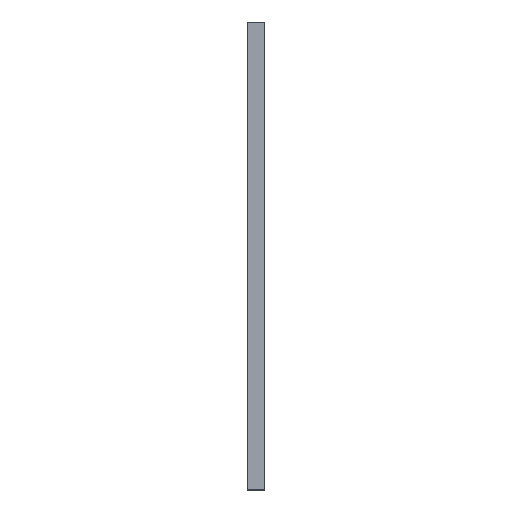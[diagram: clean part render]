
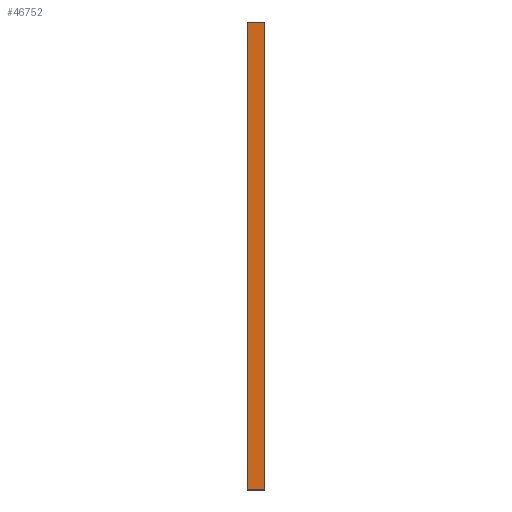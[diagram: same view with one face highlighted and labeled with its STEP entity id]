
A CAD part, front view. The second image highlights one B-rep face of the part: STEP entity #46752.
In plain terms, the highlighted planar face has unit normal (0, -1, 0).
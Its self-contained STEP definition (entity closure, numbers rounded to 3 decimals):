
#37386 = PLANE('',#37387);
#37387 = AXIS2_PLACEMENT_3D('',#37388,#37389,#37390);
#37388 = CARTESIAN_POINT('',(7.5,-15.45,0.05));
#37389 = DIRECTION('',(0.,0.707,0.707));
#37390 = DIRECTION('',(1.,0.,0.));
#37694 = PLANE('',#37695);
#37695 = AXIS2_PLACEMENT_3D('',#37696,#37697,#37698);
#37696 = CARTESIAN_POINT('',(7.5,-15.45,399.95));
#37697 = DIRECTION('',(0.,-0.707,
    0.707));
#37698 = DIRECTION('',(1.,0.,0.));
#37981 = PLANE('',#37982);
#37982 = AXIS2_PLACEMENT_3D('',#37983,#37984,#37985);
#37983 = CARTESIAN_POINT('',(-7.4,-15.4,0.));
#37984 = DIRECTION('',(-0.707,-0.707,
    0.));
#37985 = DIRECTION('',(0.,0.,1.));
#41113 = VERTEX_POINT('',#41114);
#41114 = CARTESIAN_POINT('',(7.4,-15.5,0.1));
#41135 = EDGE_CURVE('',#41113,#41136,#41138,.T.);
#41136 = VERTEX_POINT('',#41137);
#41137 = CARTESIAN_POINT('',(-7.3,-15.5,0.1));
#41138 = SURFACE_CURVE('',#41139,(#41143,#41150),.PCURVE_S1.);
#41139 = LINE('',#41140,#41141);
#41140 = CARTESIAN_POINT('',(7.5,-15.5,0.1));
#41141 = VECTOR('',#41142,1.);
#41142 = DIRECTION('',(-1.,0.,0.));
#41143 = PCURVE('',#37386,#41144);
#41144 = DEFINITIONAL_REPRESENTATION('',(#41145),#41149);
#41145 = LINE('',#41146,#41147);
#41146 = CARTESIAN_POINT('',(0.,-0.071));
#41147 = VECTOR('',#41148,1.);
#41148 = DIRECTION('',(-1.,0.));
#41149 = ( GEOMETRIC_REPRESENTATION_CONTEXT(2) 
PARAMETRIC_REPRESENTATION_CONTEXT() REPRESENTATION_CONTEXT('2D SPACE',''
  ) );
#41150 = PCURVE('',#41151,#41156);
#41151 = PLANE('',#41152);
#41152 = AXIS2_PLACEMENT_3D('',#41153,#41154,#41155);
#41153 = CARTESIAN_POINT('',(7.5,-15.5,0.));
#41154 = DIRECTION('',(0.,-1.,0.));
#41155 = DIRECTION('',(-1.,0.,0.));
#41156 = DEFINITIONAL_REPRESENTATION('',(#41157),#41161);
#41157 = LINE('',#41158,#41159);
#41158 = CARTESIAN_POINT('',(0.,-0.1));
#41159 = VECTOR('',#41160,1.);
#41160 = DIRECTION('',(1.,0.));
#41161 = ( GEOMETRIC_REPRESENTATION_CONTEXT(2) 
PARAMETRIC_REPRESENTATION_CONTEXT() REPRESENTATION_CONTEXT('2D SPACE',''
  ) );
#41428 = VERTEX_POINT('',#41429);
#41429 = CARTESIAN_POINT('',(7.4,-15.5,399.9));
#41450 = EDGE_CURVE('',#41428,#41451,#41453,.T.);
#41451 = VERTEX_POINT('',#41452);
#41452 = CARTESIAN_POINT('',(-7.3,-15.5,399.9));
#41453 = SURFACE_CURVE('',#41454,(#41458,#41465),.PCURVE_S1.);
#41454 = LINE('',#41455,#41456);
#41455 = CARTESIAN_POINT('',(7.5,-15.5,399.9));
#41456 = VECTOR('',#41457,1.);
#41457 = DIRECTION('',(-1.,0.,0.));
#41458 = PCURVE('',#37694,#41459);
#41459 = DEFINITIONAL_REPRESENTATION('',(#41460),#41464);
#41460 = LINE('',#41461,#41462);
#41461 = CARTESIAN_POINT('',(0.,-0.071));
#41462 = VECTOR('',#41463,1.);
#41463 = DIRECTION('',(-1.,0.));
#41464 = ( GEOMETRIC_REPRESENTATION_CONTEXT(2) 
PARAMETRIC_REPRESENTATION_CONTEXT() REPRESENTATION_CONTEXT('2D SPACE',''
  ) );
#41465 = PCURVE('',#41151,#41466);
#41466 = DEFINITIONAL_REPRESENTATION('',(#41467),#41471);
#41467 = LINE('',#41468,#41469);
#41468 = CARTESIAN_POINT('',(0.,-399.9));
#41469 = VECTOR('',#41470,1.);
#41470 = DIRECTION('',(1.,0.));
#41471 = ( GEOMETRIC_REPRESENTATION_CONTEXT(2) 
PARAMETRIC_REPRESENTATION_CONTEXT() REPRESENTATION_CONTEXT('2D SPACE',''
  ) );
#41607 = EDGE_CURVE('',#41136,#41451,#41608,.T.);
#41608 = SURFACE_CURVE('',#41609,(#41613,#41620),.PCURVE_S1.);
#41609 = LINE('',#41610,#41611);
#41610 = CARTESIAN_POINT('',(-7.3,-15.5,0.));
#41611 = VECTOR('',#41612,1.);
#41612 = DIRECTION('',(0.,0.,1.));
#41613 = PCURVE('',#37981,#41614);
#41614 = DEFINITIONAL_REPRESENTATION('',(#41615),#41619);
#41615 = LINE('',#41616,#41617);
#41616 = CARTESIAN_POINT('',(0.,-0.141));
#41617 = VECTOR('',#41618,1.);
#41618 = DIRECTION('',(1.,0.));
#41619 = ( GEOMETRIC_REPRESENTATION_CONTEXT(2) 
PARAMETRIC_REPRESENTATION_CONTEXT() REPRESENTATION_CONTEXT('2D SPACE',''
  ) );
#41620 = PCURVE('',#41151,#41621);
#41621 = DEFINITIONAL_REPRESENTATION('',(#41622),#41626);
#41622 = LINE('',#41623,#41624);
#41623 = CARTESIAN_POINT('',(14.8,0.));
#41624 = VECTOR('',#41625,1.);
#41625 = DIRECTION('',(0.,-1.));
#41626 = ( GEOMETRIC_REPRESENTATION_CONTEXT(2) 
PARAMETRIC_REPRESENTATION_CONTEXT() REPRESENTATION_CONTEXT('2D SPACE',''
  ) );
#46466 = PLANE('',#46467);
#46467 = AXIS2_PLACEMENT_3D('',#46468,#46469,#46470);
#46468 = CARTESIAN_POINT('',(7.45,-15.45,0.));
#46469 = DIRECTION('',(0.707,-0.707,0.));
#46470 = DIRECTION('',(0.,0.,1.));
#46752 = ADVANCED_FACE('',(#46753),#41151,.T.);
#46753 = FACE_BOUND('',#46754,.T.);
#46754 = EDGE_LOOP('',(#46755,#46776,#46777,#46778));
#46755 = ORIENTED_EDGE('',*,*,#46756,.T.);
#46756 = EDGE_CURVE('',#41113,#41428,#46757,.T.);
#46757 = SURFACE_CURVE('',#46758,(#46762,#46769),.PCURVE_S1.);
#46758 = LINE('',#46759,#46760);
#46759 = CARTESIAN_POINT('',(7.4,-15.5,0.));
#46760 = VECTOR('',#46761,1.);
#46761 = DIRECTION('',(0.,0.,1.));
#46762 = PCURVE('',#41151,#46763);
#46763 = DEFINITIONAL_REPRESENTATION('',(#46764),#46768);
#46764 = LINE('',#46765,#46766);
#46765 = CARTESIAN_POINT('',(0.1,0.));
#46766 = VECTOR('',#46767,1.);
#46767 = DIRECTION('',(0.,-1.));
#46768 = ( GEOMETRIC_REPRESENTATION_CONTEXT(2) 
PARAMETRIC_REPRESENTATION_CONTEXT() REPRESENTATION_CONTEXT('2D SPACE',''
  ) );
#46769 = PCURVE('',#46466,#46770);
#46770 = DEFINITIONAL_REPRESENTATION('',(#46771),#46775);
#46771 = LINE('',#46772,#46773);
#46772 = CARTESIAN_POINT('',(0.,0.071));
#46773 = VECTOR('',#46774,1.);
#46774 = DIRECTION('',(1.,0.));
#46775 = ( GEOMETRIC_REPRESENTATION_CONTEXT(2) 
PARAMETRIC_REPRESENTATION_CONTEXT() REPRESENTATION_CONTEXT('2D SPACE',''
  ) );
#46776 = ORIENTED_EDGE('',*,*,#41450,.T.);
#46777 = ORIENTED_EDGE('',*,*,#41607,.F.);
#46778 = ORIENTED_EDGE('',*,*,#41135,.F.);
